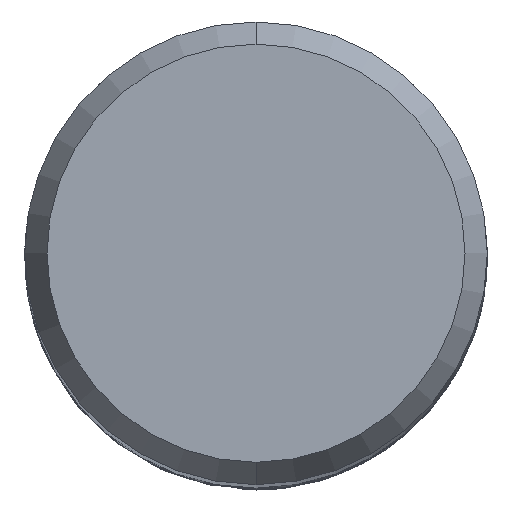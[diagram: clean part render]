
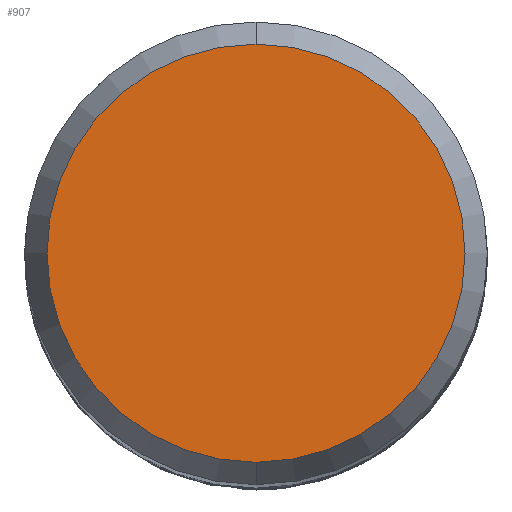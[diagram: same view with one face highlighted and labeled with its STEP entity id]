
A CAD part, top view. The second image highlights one B-rep face of the part: STEP entity #907.
In plain terms, the highlighted planar face has unit normal (0, 0, 1).
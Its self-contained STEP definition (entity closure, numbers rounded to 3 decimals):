
#769=EDGE_CURVE('',#1835,#1063,#2182,.T.);
#907=ADVANCED_FACE('',(#2328),#2329,.T.);
#1063=VERTEX_POINT('',#2505);
#1823=EDGE_CURVE('',#1063,#1835,#3336,.T.);
#1835=VERTEX_POINT('',#3349);
#2182=CIRCLE('',#4022,5.423);
#2328=FACE_OUTER_BOUND('',#5182,.T.);
#2329=PLANE('',#5183);
#2505=CARTESIAN_POINT('',(0.,-5.423,0.0));
#3336=CIRCLE('',#15967,5.423);
#3349=CARTESIAN_POINT('',(0.0,5.423,0.0));
#4022=AXIS2_PLACEMENT_3D('',#20823,#20824,#20825);
#5182=EDGE_LOOP('',(#20957,#20958));
#5183=AXIS2_PLACEMENT_3D('',#20959,#20960,#20961);
#15967=AXIS2_PLACEMENT_3D('',#22022,#22023,#22024);
#20823=CARTESIAN_POINT('',(0.0,0.0,0.0));
#20824=DIRECTION('',(0.0,0.0,-1.0));
#20825=DIRECTION('',(0.0,1.0,0.0));
#20957=ORIENTED_EDGE('',*,*,#769,.F.);
#20958=ORIENTED_EDGE('',*,*,#1823,.F.);
#20959=CARTESIAN_POINT('',(0.0,2.711,0.0));
#20960=DIRECTION('',(-0.0,0.0,1.0));
#20961=DIRECTION('',(0.0,-1.0,0.0));
#22022=CARTESIAN_POINT('',(0.0,0.0,0.0));
#22023=DIRECTION('',(0.0,0.0,-1.0));
#22024=DIRECTION('',(0.0,1.0,0.0));
